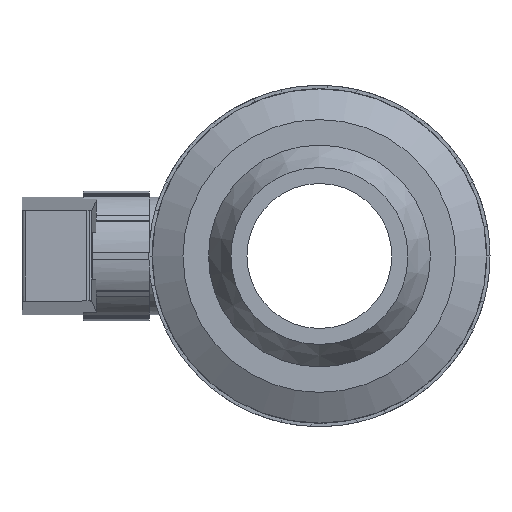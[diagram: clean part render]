
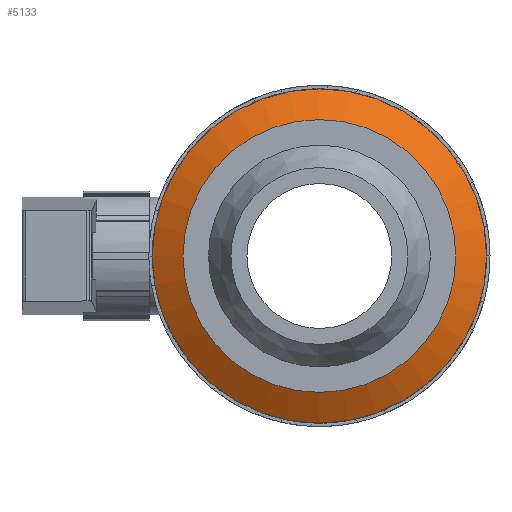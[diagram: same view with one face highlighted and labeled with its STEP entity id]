
A CAD part, left-side view. The second image highlights one B-rep face of the part: STEP entity #5133.
In plain terms, the highlighted conical face has half-angle 60 degrees and reference radius 65.025 mm.
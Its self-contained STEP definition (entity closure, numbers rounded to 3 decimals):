
#34=CONICAL_SURFACE('',#5444,65.025,1.047);
#389=FACE_OUTER_BOUND('',#670,.T.);
#670=EDGE_LOOP('',(#3566,#3567,#3568,#3569));
#968=LINE('',#8315,#1455);
#1455=VECTOR('',#6041,65.025);
#1911=CIRCLE('',#5445,70.805);
#1912=CIRCLE('',#5446,57.8);
#2167=VERTEX_POINT('',#8312);
#2168=VERTEX_POINT('',#8314);
#2702=EDGE_CURVE('',#2167,#2167,#1911,.T.);
#2703=EDGE_CURVE('',#2167,#2168,#968,.T.);
#2704=EDGE_CURVE('',#2168,#2168,#1912,.T.);
#3566=ORIENTED_EDGE('',*,*,#2702,.T.);
#3567=ORIENTED_EDGE('',*,*,#2703,.T.);
#3568=ORIENTED_EDGE('',*,*,#2704,.F.);
#3569=ORIENTED_EDGE('',*,*,#2703,.F.);
#5133=ADVANCED_FACE('',(#389),#34,.T.);
#5444=AXIS2_PLACEMENT_3D('',#8311,#6037,#6038);
#5445=AXIS2_PLACEMENT_3D('',#8313,#6039,#6040);
#5446=AXIS2_PLACEMENT_3D('',#8316,#6042,#6043);
#6037=DIRECTION('center_axis',(1.,0.,0.));
#6038=DIRECTION('ref_axis',(0.,1.,0.));
#6039=DIRECTION('center_axis',(-1.,0.,0.));
#6040=DIRECTION('ref_axis',(0.,1.,0.));
#6041=DIRECTION('',(-0.5,0.866,0.));
#6042=DIRECTION('center_axis',(-1.,0.,0.));
#6043=DIRECTION('ref_axis',(0.,1.,0.));
#8311=CARTESIAN_POINT('Origin',(-72.637,0.,0.));
#8312=CARTESIAN_POINT('',(-69.3,-70.805,0.));
#8313=CARTESIAN_POINT('Origin',(-69.3,0.,0.));
#8314=CARTESIAN_POINT('',(-76.809,-57.8,0.));
#8315=CARTESIAN_POINT('',(-72.637,-65.025,0.));
#8316=CARTESIAN_POINT('Origin',(-76.809,0.,0.));
